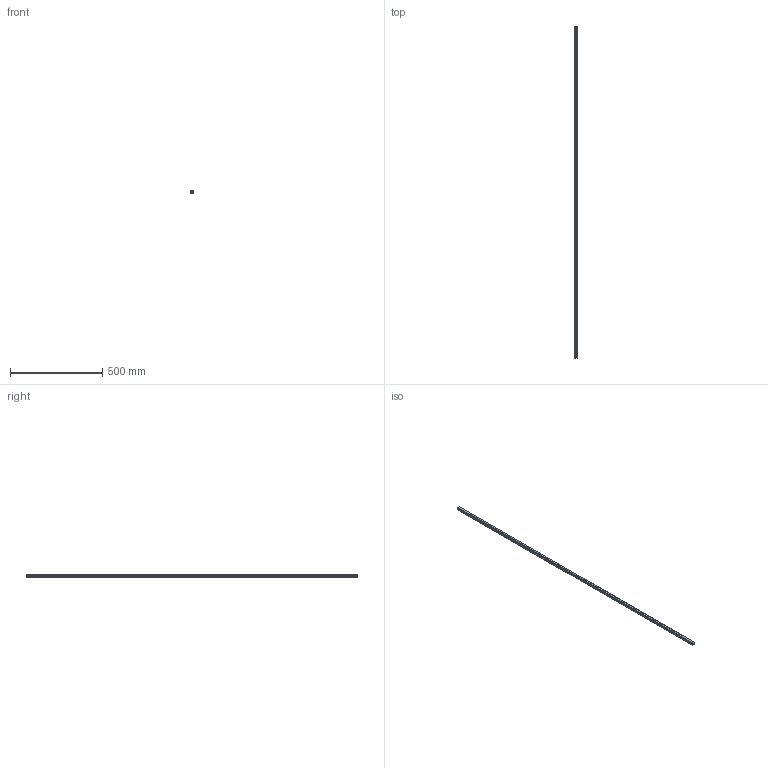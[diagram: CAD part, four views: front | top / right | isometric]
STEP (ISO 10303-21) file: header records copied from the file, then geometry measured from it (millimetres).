
FILE_DESCRIPTION(('STEP AP214'),'1');
FILE_NAME('cctmp_22C756E1-535A-4A4B-AEDC-CA751E3CACB2_2021_01_19_13_55_35_0970..stp','2021-01-19T12:55:36',('HIWIN GmbH'),('CADClick - www.CADClick.com'),'Spatial InterOp 3D',' ','unknown authorization');
FILE_SCHEMA(('AUTOMOTIVE_DESIGN'));
Length unit declared in the file: millimetre
Products named in the file (1): HGR15T1800C_FILE
Bounding box: 15 x 1800 x 15 mm (x, y, z)
Volume: 337882.3 mm3; surface area: 114326.2 mm2
Topology: 1 solids, 1 shells, 235 faces, 627 edges, 368 vertices
Faces by surface type: plane 89, cylinder 86, cone 60
Entity records: 8737 total; most frequent: DIRECTION 1211, CARTESIAN_POINT 1171, ORIENTED_EDGE 1134, EDGE_CURVE 567, AXIS2_PLACEMENT_3D 408, LINE 395, VECTOR 395, VERTEX_POINT 368
